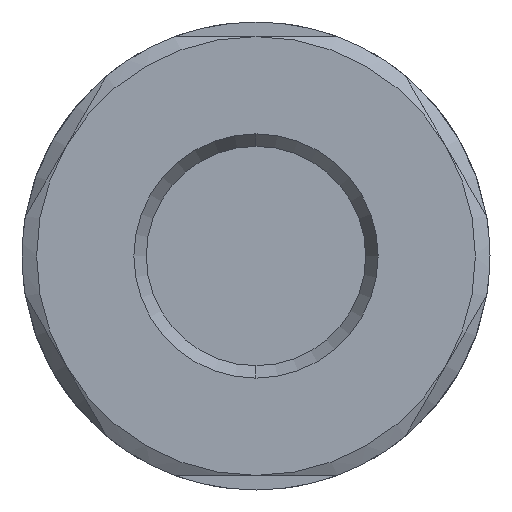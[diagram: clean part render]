
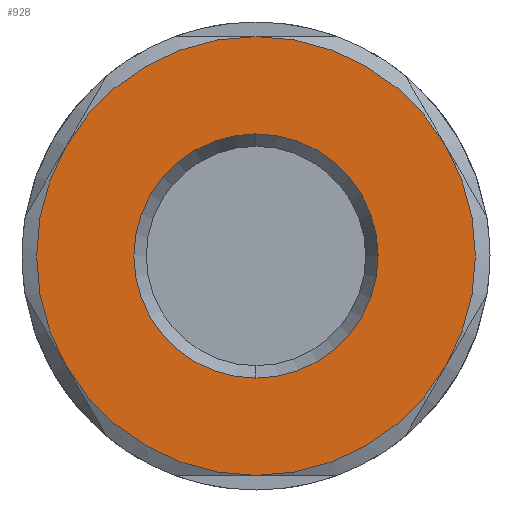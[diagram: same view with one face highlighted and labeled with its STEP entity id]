
A CAD part, left-side view. The second image highlights one B-rep face of the part: STEP entity #928.
In plain terms, the highlighted planar face has unit normal (-1, 0, 0).
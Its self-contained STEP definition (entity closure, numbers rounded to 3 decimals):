
#34 = VERTEX_POINT ( 'NONE', #699 ) ;
#82 = VERTEX_POINT ( 'NONE', #677 ) ;
#100 = VERTEX_POINT ( 'NONE', #620 ) ;
#106 = VERTEX_POINT ( 'NONE', #592 ) ;
#127 = VERTEX_POINT ( 'NONE', #729 ) ;
#131 = VERTEX_POINT ( 'NONE', #607 ) ;
#188 = VERTEX_POINT ( 'NONE', #304 ) ;
#201 = VERTEX_POINT ( 'NONE', #270 ) ;
#270 = CARTESIAN_POINT ( 'NONE',  ( -50.45, -12.99, 7.5 ) ) ;
#304 = CARTESIAN_POINT ( 'NONE',  ( -50.45, -12.99, -7.5 ) ) ;
#336 = EDGE_LOOP ( 'NONE', ( #2263, #2264 ) ) ;
#421 = EDGE_LOOP ( 'NONE', ( #2265, #2266, #2267, #2268, #2269, #2270 ) ) ;
#592 = CARTESIAN_POINT ( 'NONE',  ( -50.45, 0., -8.35 ) ) ;
#607 = CARTESIAN_POINT ( 'NONE',  ( -50.45, 0., -15. ) ) ;
#620 = CARTESIAN_POINT ( 'NONE',  ( -50.45, 0., 15. ) ) ;
#677 = CARTESIAN_POINT ( 'NONE',  ( -50.45, 12.99, 7.5 ) ) ;
#699 = CARTESIAN_POINT ( 'NONE',  ( -50.45, 0., 8.35 ) ) ;
#729 = CARTESIAN_POINT ( 'NONE',  ( -50.45, 12.99, -7.5 ) ) ;
#928 = ADVANCED_FACE ( 'NONE', ( #1659, #1660 ), #1110, .T. ) ;
#1110 = PLANE ( 'NONE',  #3721 ) ;
#1111 = CARTESIAN_POINT ( 'NONE',  ( -50.45, 15., 0. ) ) ;
#1112 = DIRECTION ( 'NONE',  ( -1., 0., 0. ) ) ;
#1113 = DIRECTION ( 'NONE',  ( 0., 0., 1. ) ) ;
#1180 = CARTESIAN_POINT ( 'NONE',  ( -50.45, 0., 0. ) ) ;
#1181 = DIRECTION ( 'NONE',  ( 1., 0., 0. ) ) ;
#1182 = DIRECTION ( 'NONE',  ( 0., 0., -1. ) ) ;
#1659 = FACE_BOUND ( 'NONE', #336, .T. ) ;
#1660 = FACE_OUTER_BOUND ( 'NONE', #421, .T. ) ;
#1698 = CIRCLE ( 'NONE', #3740, 8.35 ) ;
#2000 = CIRCLE ( 'NONE', #3871, 8.35 ) ;
#2001 = CIRCLE ( 'NONE', #3872, 15. ) ;
#2002 = CIRCLE ( 'NONE', #3873, 15. ) ;
#2003 = CIRCLE ( 'NONE', #3874, 15. ) ;
#2004 = CIRCLE ( 'NONE', #3875, 15. ) ;
#2005 = CIRCLE ( 'NONE', #3876, 15. ) ;
#2006 = CIRCLE ( 'NONE', #3877, 15. ) ;
#2263 = ORIENTED_EDGE ( 'NONE', *, *, #3309, .T. ) ;
#2264 = ORIENTED_EDGE ( 'NONE', *, *, #3546, .T. ) ;
#2265 = ORIENTED_EDGE ( 'NONE', *, *, #3547, .F. ) ;
#2266 = ORIENTED_EDGE ( 'NONE', *, *, #3548, .F. ) ;
#2267 = ORIENTED_EDGE ( 'NONE', *, *, #3549, .F. ) ;
#2268 = ORIENTED_EDGE ( 'NONE', *, *, #3550, .F. ) ;
#2269 = ORIENTED_EDGE ( 'NONE', *, *, #3551, .F. ) ;
#2270 = ORIENTED_EDGE ( 'NONE', *, *, #3552, .F. ) ;
#3033 = CARTESIAN_POINT ( 'NONE',  ( -50.45, 0., 0. ) ) ;
#3034 = DIRECTION ( 'NONE',  ( 1., 0., 0. ) ) ;
#3035 = DIRECTION ( 'NONE',  ( 0., 0., -1. ) ) ;
#3036 = CARTESIAN_POINT ( 'NONE',  ( -50.45, 0., 0. ) ) ;
#3037 = DIRECTION ( 'NONE',  ( 1., 0., 0. ) ) ;
#3038 = DIRECTION ( 'NONE',  ( 0., 0., -1. ) ) ;
#3039 = CARTESIAN_POINT ( 'NONE',  ( -50.45, 0., 0. ) ) ;
#3040 = DIRECTION ( 'NONE',  ( 1., 0., 0. ) ) ;
#3041 = DIRECTION ( 'NONE',  ( 0., 0., -1. ) ) ;
#3042 = CARTESIAN_POINT ( 'NONE',  ( -50.45, 0., 0. ) ) ;
#3043 = DIRECTION ( 'NONE',  ( 1., 0., 0. ) ) ;
#3044 = DIRECTION ( 'NONE',  ( 0., 0., -1. ) ) ;
#3045 = CARTESIAN_POINT ( 'NONE',  ( -50.45, 0., 0. ) ) ;
#3046 = DIRECTION ( 'NONE',  ( 1., 0., 0. ) ) ;
#3047 = DIRECTION ( 'NONE',  ( 0., 0., -1. ) ) ;
#3048 = CARTESIAN_POINT ( 'NONE',  ( -50.45, 0., 0. ) ) ;
#3049 = DIRECTION ( 'NONE',  ( 1., 0., 0. ) ) ;
#3050 = DIRECTION ( 'NONE',  ( 0., 0., -1. ) ) ;
#3051 = CARTESIAN_POINT ( 'NONE',  ( -50.45, 0., 0. ) ) ;
#3052 = DIRECTION ( 'NONE',  ( 1., 0., 0. ) ) ;
#3053 = DIRECTION ( 'NONE',  ( 0., 0., -1. ) ) ;
#3309 = EDGE_CURVE ( 'NONE', #34, #106, #1698, .T. ) ;
#3546 = EDGE_CURVE ( 'NONE', #106, #34, #2000, .T. ) ;
#3547 = EDGE_CURVE ( 'NONE', #131, #127, #2001, .T. ) ;
#3548 = EDGE_CURVE ( 'NONE', #188, #131, #2002, .T. ) ;
#3549 = EDGE_CURVE ( 'NONE', #201, #188, #2003, .T. ) ;
#3550 = EDGE_CURVE ( 'NONE', #100, #201, #2004, .T. ) ;
#3551 = EDGE_CURVE ( 'NONE', #82, #100, #2005, .T. ) ;
#3552 = EDGE_CURVE ( 'NONE', #127, #82, #2006, .T. ) ;
#3721 = AXIS2_PLACEMENT_3D ( 'NONE', #1111, #1112, #1113 ) ;
#3740 = AXIS2_PLACEMENT_3D ( 'NONE', #1180, #1181, #1182 ) ;
#3871 = AXIS2_PLACEMENT_3D ( 'NONE', #3033, #3034, #3035 ) ;
#3872 = AXIS2_PLACEMENT_3D ( 'NONE', #3036, #3037, #3038 ) ;
#3873 = AXIS2_PLACEMENT_3D ( 'NONE', #3039, #3040, #3041 ) ;
#3874 = AXIS2_PLACEMENT_3D ( 'NONE', #3042, #3043, #3044 ) ;
#3875 = AXIS2_PLACEMENT_3D ( 'NONE', #3045, #3046, #3047 ) ;
#3876 = AXIS2_PLACEMENT_3D ( 'NONE', #3048, #3049, #3050 ) ;
#3877 = AXIS2_PLACEMENT_3D ( 'NONE', #3051, #3052, #3053 ) ;
